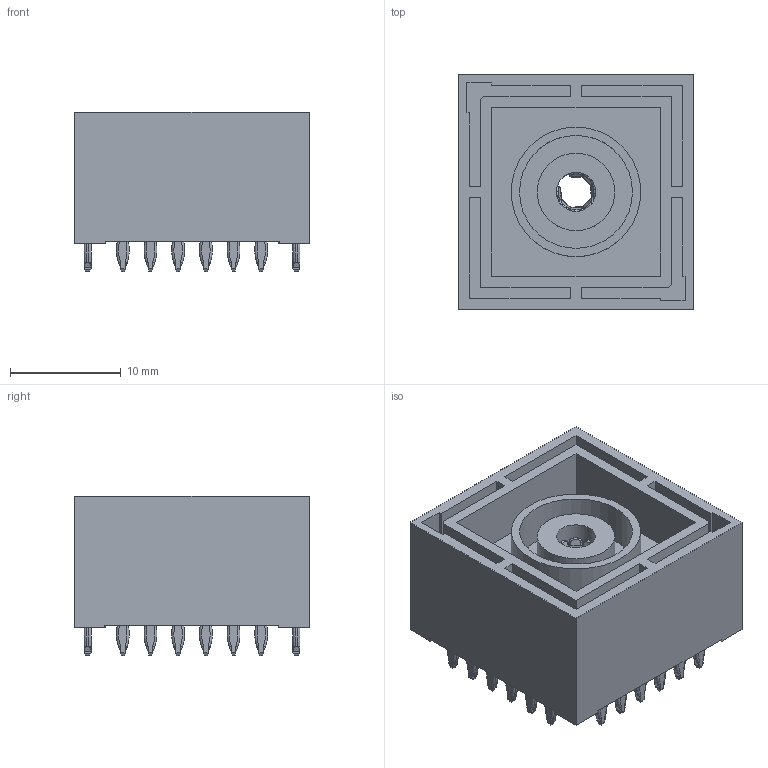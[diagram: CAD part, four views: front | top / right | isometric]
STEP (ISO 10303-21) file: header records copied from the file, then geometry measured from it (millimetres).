
FILE_DESCRIPTION(/* description */ (''),/* implementation_level */ '2;1');
FILE_NAME(/* name */ '2141320001wbm000_01_214.stp',/* time_stamp */ '2023-03-13T17:51:12+08:00',/* author */ (''),/* organization */ (''),/* preprocessor_version */ 'ST-DEVELOPER v16.7',/* originating_system */ 'SIEMENS PLM Software NX 1919',/* authorisation */ '');
FILE_SCHEMA (('AUTOMOTIVE_DESIGN { 1 0 10303 214 3 1 1 1 }'));
Length unit declared in the file: millimetre
Products named in the file (1): 2141320001wbm000_01
Bounding box: 21.2 x 21.2 x 14.42 mm (x, y, z)
Volume: 2821.1 mm3; surface area: 4588.6 mm2
Topology: 1 solids, 8 shells, 1030 faces, 2657 edges, 1664 vertices
Faces by surface type: plane 538, cylinder 351, torus 127, bspline 14
Full cylindrical faces by diameter (mm): 3.55 x1, 7 x2, 8.7 x1, 10.2 x1, 11.7 x1, 14.37 x1
Entity records: 33030 total; most frequent: CARTESIAN_POINT 7857, DIRECTION 5292, ORIENTED_EDGE 5278, EDGE_CURVE 2639, AXIS2_PLACEMENT_3D 1829, VERTEX_POINT 1657, LINE 1634, VECTOR 1634
